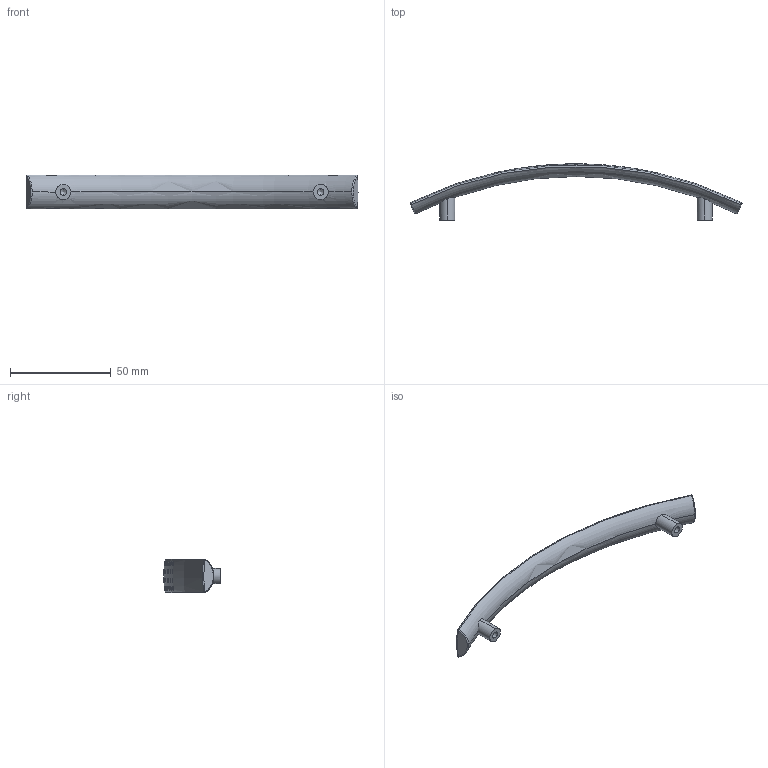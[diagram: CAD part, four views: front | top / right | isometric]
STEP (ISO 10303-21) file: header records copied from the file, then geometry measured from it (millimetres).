
FILE_DESCRIPTION (( 'STEP AP214' ), '1' );
FILE_NAME ('F002122,F002124,F002126,F002128,F002130_3D.step', '2022-07-07T08:08:25', ( '' ), ( '' ), 'SwSTEP 2.0', 'SolidWorks 2020', '' );
FILE_SCHEMA (( 'AUTOMOTIVE_DESIGN' ));
Length unit declared in the file: millimetre
Products named in the file (1): F002122,F002124,F002126,F002128,F002130_3D
Bounding box: 165.15 x 27.99 x 16.8 mm (x, y, z)
Volume: 13807.6 mm3; surface area: 7474.9 mm2
Topology: 1 solids, 1 shells, 233 faces, 481 edges, 312 vertices
Faces by surface type: bspline 140, torus 73, cylinder 8, cone 4, plane 4, sphere 4
Entity records: 21614 total; most frequent: CARTESIAN_POINT 17893, ORIENTED_EDGE 938, EDGE_CURVE 469, B_SPLINE_CURVE_WITH_KNOTS 430, VERTEX_POINT 308, EDGE_LOOP 303, DIRECTION 254, FACE_OUTER_BOUND 233
